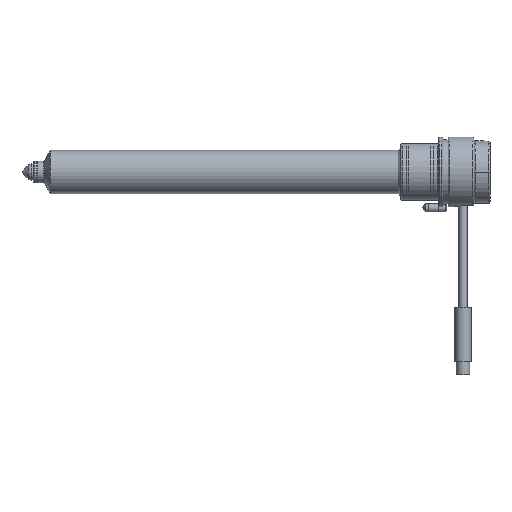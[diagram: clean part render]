
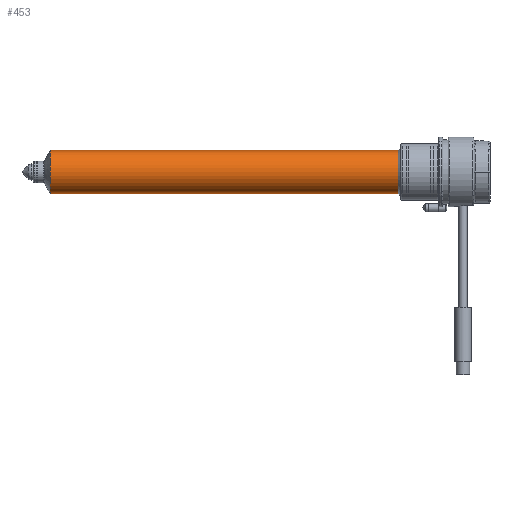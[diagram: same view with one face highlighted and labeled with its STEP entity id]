
A CAD part, top view. The second image highlights one B-rep face of the part: STEP entity #453.
In plain terms, the highlighted cylindrical face has radius 8 mm (diameter 16 mm), a partial arc.
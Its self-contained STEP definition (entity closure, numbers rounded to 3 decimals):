
#151 = DIRECTION ( 'NONE',  ( 0., 0., -1. ) ) ;
#286 = LINE ( 'NONE', #2085, #1065 ) ;
#453 = ADVANCED_FACE ( 'NONE', ( #1612 ), #805, .T. ) ;
#805 = CYLINDRICAL_SURFACE ( 'NONE', #11163, 8. ) ;
#1065 = VECTOR ( 'NONE', #10925, 1000. ) ;
#1382 = LINE ( 'NONE', #11312, #5576 ) ;
#1452 = AXIS2_PLACEMENT_3D ( 'NONE', #8235, #15682, #15799 ) ;
#1612 = FACE_OUTER_BOUND ( 'NONE', #10687, .T. ) ;
#2085 = CARTESIAN_POINT ( 'NONE',  ( -8., 0., 0. ) ) ;
#3051 = VERTEX_POINT ( 'NONE', #3524 ) ;
#3524 = CARTESIAN_POINT ( 'NONE',  ( 8., 0., -10.436 ) ) ;
#3628 = VERTEX_POINT ( 'NONE', #12652 ) ;
#3821 = ORIENTED_EDGE ( 'NONE', *, *, #14113, .T. ) ;
#3832 = DIRECTION ( 'NONE',  ( -1., 0., 0. ) ) ;
#4149 = EDGE_CURVE ( 'NONE', #3628, #13897, #286, .T. ) ;
#5407 = VERTEX_POINT ( 'NONE', #14269 ) ;
#5576 = VECTOR ( 'NONE', #6432, 1000. ) ;
#6432 = DIRECTION ( 'NONE',  ( 0., 0., -1. ) ) ;
#6496 = AXIS2_PLACEMENT_3D ( 'NONE', #9426, #15679, #6816 ) ;
#6816 = DIRECTION ( 'NONE',  ( -1., 0., 0. ) ) ;
#7225 = ORIENTED_EDGE ( 'NONE', *, *, #9027, .T. ) ;
#8235 = CARTESIAN_POINT ( 'NONE',  ( 0., 0., -139. ) ) ;
#8590 = CARTESIAN_POINT ( 'NONE',  ( -8., 0., -139. ) ) ;
#9027 = EDGE_CURVE ( 'NONE', #3051, #5407, #1382, .T. ) ;
#9426 = CARTESIAN_POINT ( 'NONE',  ( 0., 0., -10.436 ) ) ;
#10361 = ORIENTED_EDGE ( 'NONE', *, *, #4149, .F. ) ;
#10631 = ORIENTED_EDGE ( 'NONE', *, *, #12323, .T. ) ;
#10687 = EDGE_LOOP ( 'NONE', ( #3821, #7225, #10631, #10361 ) ) ;
#10925 = DIRECTION ( 'NONE',  ( 0., 0., -1. ) ) ;
#11163 = AXIS2_PLACEMENT_3D ( 'NONE', #11398, #151, #3832 ) ;
#11312 = CARTESIAN_POINT ( 'NONE',  ( 8., 0., 0. ) ) ;
#11398 = CARTESIAN_POINT ( 'NONE',  ( 0., 0., 0. ) ) ;
#11419 = CIRCLE ( 'NONE', #6496, 8. ) ;
#12323 = EDGE_CURVE ( 'NONE', #5407, #13897, #15984, .T. ) ;
#12652 = CARTESIAN_POINT ( 'NONE',  ( -8., 0., -10.436 ) ) ;
#13897 = VERTEX_POINT ( 'NONE', #8590 ) ;
#14113 = EDGE_CURVE ( 'NONE', #3628, #3051, #11419, .T. ) ;
#14269 = CARTESIAN_POINT ( 'NONE',  ( 8., 0., -139. ) ) ;
#15679 = DIRECTION ( 'NONE',  ( 0., 0., -1. ) ) ;
#15682 = DIRECTION ( 'NONE',  ( 0., 0., 1. ) ) ;
#15799 = DIRECTION ( 'NONE',  ( -1., 0., 0. ) ) ;
#15984 = CIRCLE ( 'NONE', #1452, 8. ) ;
